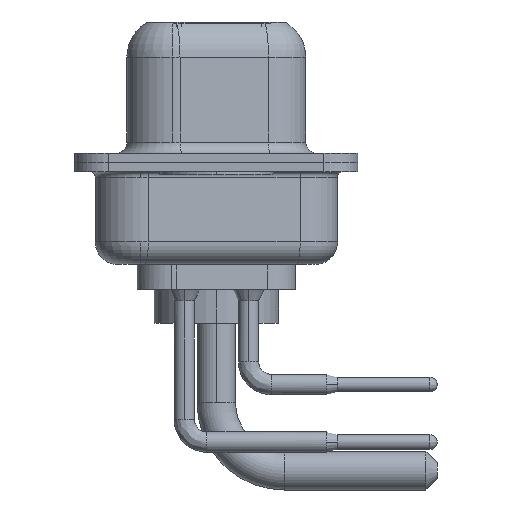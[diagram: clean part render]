
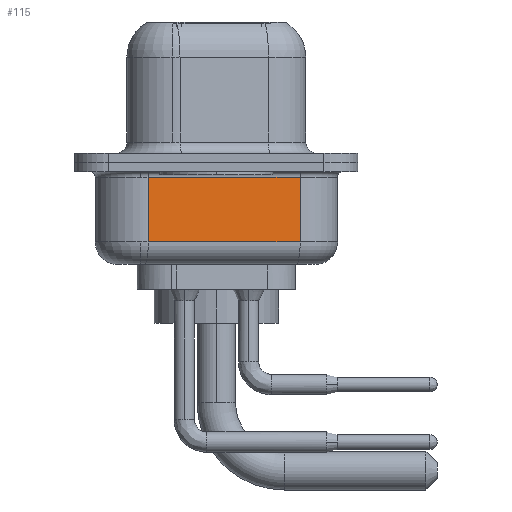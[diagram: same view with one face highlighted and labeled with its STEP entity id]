
A CAD part, left-side view. The second image highlights one B-rep face of the part: STEP entity #115.
In plain terms, the highlighted planar face has unit normal (-0.985, -0.174, 0).
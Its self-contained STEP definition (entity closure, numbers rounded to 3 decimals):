
#115 = ADVANCED_FACE ( 'NONE', ( #3648 ), #16641, .F. ) ;
#500 = CARTESIAN_POINT ( 'NONE',  ( 2.855, 3.003, -4.5 ) ) ;
#1209 = EDGE_LOOP ( 'NONE', ( #8749, #16021, #19921, #9649 ) ) ;
#1601 = CARTESIAN_POINT ( 'NONE',  ( 2.855, 3.003, -3.5 ) ) ;
#3648 = FACE_OUTER_BOUND ( 'NONE', #1209, .T. ) ;
#4244 = DIRECTION ( 'NONE',  ( -0.174, 0.985, 0. ) ) ;
#4654 = LINE ( 'NONE', #1601, #17639 ) ;
#5000 = VECTOR ( 'NONE', #20859, 1000. ) ;
#5359 = DIRECTION ( 'NONE',  ( 0., 0., 1. ) ) ;
#5549 = CARTESIAN_POINT ( 'NONE',  ( 2.855, 3.003, -0.65 ) ) ;
#5716 = CARTESIAN_POINT ( 'NONE',  ( 2.855, 3.003, -0.65 ) ) ;
#6302 = VERTEX_POINT ( 'NONE', #5549 ) ;
#6933 = EDGE_CURVE ( 'NONE', #15663, #6302, #12553, .T. ) ;
#7209 = EDGE_CURVE ( 'NONE', #18120, #17517, #4654, .T. ) ;
#8493 = AXIS2_PLACEMENT_3D ( 'NONE', #500, #19897, #11767 ) ;
#8676 = EDGE_CURVE ( 'NONE', #17517, #15663, #19385, .T. ) ;
#8749 = ORIENTED_EDGE ( 'NONE', *, *, #19093, .F. ) ;
#9649 = ORIENTED_EDGE ( 'NONE', *, *, #6933, .T. ) ;
#10121 = VECTOR ( 'NONE', #5359, 1000. ) ;
#11184 = DIRECTION ( 'NONE',  ( 0.174, -0.985, 0. ) ) ;
#11767 = DIRECTION ( 'NONE',  ( -0.174, 0.985, 0. ) ) ;
#12553 = LINE ( 'NONE', #5716, #18567 ) ;
#12991 = CARTESIAN_POINT ( 'NONE',  ( 2.855, 3.003, -3.5 ) ) ;
#15663 = VERTEX_POINT ( 'NONE', #18434 ) ;
#16021 = ORIENTED_EDGE ( 'NONE', *, *, #7209, .T. ) ;
#16641 = PLANE ( 'NONE',  #8493 ) ;
#16959 = LINE ( 'NONE', #19805, #10121 ) ;
#17517 = VERTEX_POINT ( 'NONE', #19159 ) ;
#17639 = VECTOR ( 'NONE', #11184, 1000. ) ;
#17781 = CARTESIAN_POINT ( 'NONE',  ( 4.037, -3.697, -4.5 ) ) ;
#18120 = VERTEX_POINT ( 'NONE', #12991 ) ;
#18434 = CARTESIAN_POINT ( 'NONE',  ( 4.037, -3.697, -0.65 ) ) ;
#18567 = VECTOR ( 'NONE', #4244, 1000. ) ;
#19093 = EDGE_CURVE ( 'NONE', #18120, #6302, #16959, .T. ) ;
#19159 = CARTESIAN_POINT ( 'NONE',  ( 4.037, -3.697, -3.5 ) ) ;
#19385 = LINE ( 'NONE', #17781, #5000 ) ;
#19805 = CARTESIAN_POINT ( 'NONE',  ( 2.855, 3.003, -4.5 ) ) ;
#19897 = DIRECTION ( 'NONE',  ( 0.985, 0.174, 0. ) ) ;
#19921 = ORIENTED_EDGE ( 'NONE', *, *, #8676, .T. ) ;
#20859 = DIRECTION ( 'NONE',  ( 0., 0., 1. ) ) ;
